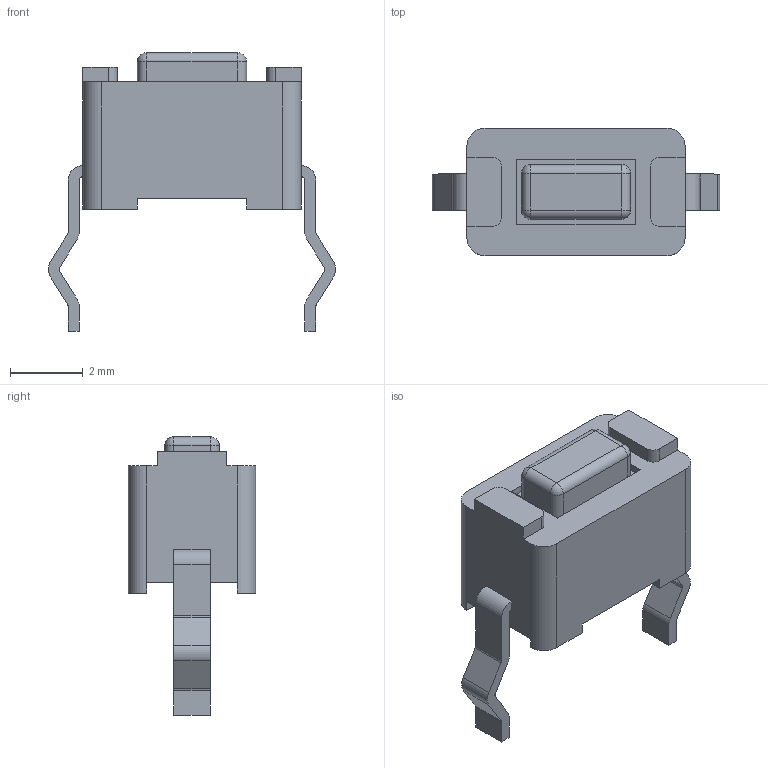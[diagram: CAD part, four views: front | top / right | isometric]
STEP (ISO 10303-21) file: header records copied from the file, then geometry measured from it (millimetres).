
FILE_DESCRIPTION((' '),'2;1');
FILE_NAME('TL1107AFxxxWQ.stp','2017-07-20T11:37:52',(' '),(' '),' ','ACIS',' ');
FILE_SCHEMA(('CONFIG_CONTROL_DESIGN'));
Length unit declared in the file: inch
Products named in the file (1): TL1107AFxxxWQ.stp
Bounding box: 7.9 x 3.5 x 7.65 mm (x, y, z)
Volume: 64.3 mm3; surface area: 192.1 mm2
Topology: 1 solids, 2 shells, 160 faces, 416 edges, 264 vertices
Faces by surface type: plane 96, cylinder 52, sphere 8, bspline 4
Entity records: 5053 total; most frequent: CARTESIAN_POINT 993, DIRECTION 824, ORIENTED_EDGE 820, EDGE_CURVE 410, VECTOR 302, LINE 302, AXIS2_PLACEMENT_3D 261, VERTEX_POINT 260
